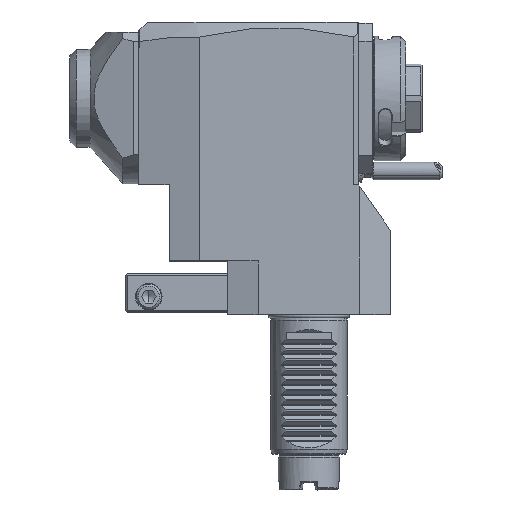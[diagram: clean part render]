
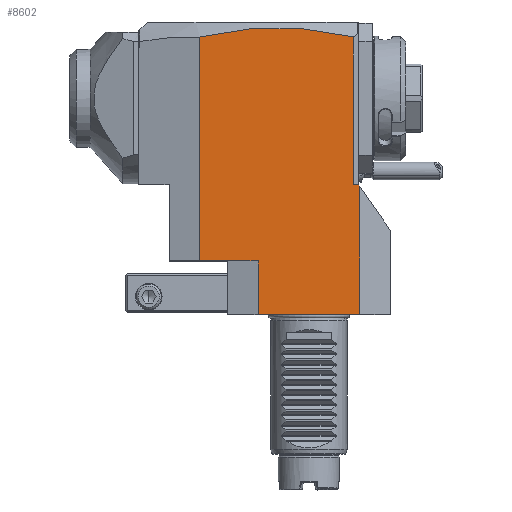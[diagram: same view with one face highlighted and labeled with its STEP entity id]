
A CAD part, top view. The second image highlights one B-rep face of the part: STEP entity #8602.
In plain terms, the highlighted planar face has unit normal (0, 0, 1).
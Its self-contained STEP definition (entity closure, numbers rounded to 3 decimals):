
#21=DIRECTION('',(0.,-1.,0.));
#22=VECTOR('',#21,88.092);
#23=CARTESIAN_POINT('',(-20.,58.092,32.));
#24=LINE('',#23,#22);
#39=CARTESIAN_POINT('',(40.5,58.133,32.));
#40=CARTESIAN_POINT('',(35.458,59.345,32.));
#41=CARTESIAN_POINT('',(25.373,61.145,32.));
#42=CARTESIAN_POINT('',(10.247,62.032,32.));
#43=CARTESIAN_POINT('',(-4.877,61.124,32.));
#44=CARTESIAN_POINT('',(-14.959,59.311,32.));
#45=CARTESIAN_POINT('',(-20.,58.092,32.));
#47=DIRECTION('',(-0.574,0.819,0.));
#48=VECTOR('',#47,0.872);
#49=CARTESIAN_POINT('',(43.,-0.714,32.));
#50=LINE('',#49,#48);
#51=DIRECTION('',(0.,1.,0.));
#52=VECTOR('',#51,50.286);
#53=CARTESIAN_POINT('',(43.,-51.,32.));
#54=LINE('',#53,#52);
#127=DIRECTION('',(1.,0.,0.));
#128=VECTOR('',#127,23.);
#129=CARTESIAN_POINT('',(-20.,-30.,32.));
#130=LINE('',#129,#128);
#901=DIRECTION('',(0.,1.,0.));
#902=VECTOR('',#901,58.133);
#903=CARTESIAN_POINT('',(40.5,0.,32.));
#904=LINE('',#903,#902);
#914=DIRECTION('',(-1.,0.,0.));
#915=VECTOR('',#914,2.);
#916=CARTESIAN_POINT('',(42.5,0.,32.));
#917=LINE('',#916,#915);
#3371=DIRECTION('',(0.,-1.,0.));
#3372=VECTOR('',#3371,21.);
#3373=CARTESIAN_POINT('',(3.,-30.,32.));
#3374=LINE('',#3373,#3372);
#3379=DIRECTION('',(-1.,0.,0.));
#3380=VECTOR('',#3379,40.);
#3381=CARTESIAN_POINT('',(43.,-51.,32.));
#3382=LINE('',#3381,#3380);
#7455=VERTEX_POINT('',#39);
#7456=VERTEX_POINT('',#45);
#8297=CARTESIAN_POINT('',(43.,-51.,32.));
#8298=CARTESIAN_POINT('',(3.,-51.,32.));
#8299=VERTEX_POINT('',#8297);
#8300=VERTEX_POINT('',#8298);
#8349=CARTESIAN_POINT('',(-20.,-30.,32.));
#8351=VERTEX_POINT('',#8349);
#8357=CARTESIAN_POINT('',(43.,-0.714,32.));
#8358=CARTESIAN_POINT('',(42.5,0.,32.));
#8359=VERTEX_POINT('',#8357);
#8360=VERTEX_POINT('',#8358);
#8489=CARTESIAN_POINT('',(40.5,0.,32.));
#8490=VERTEX_POINT('',#8489);
#8519=CARTESIAN_POINT('',(3.,-30.,32.));
#8520=VERTEX_POINT('',#8519);
#8578=CARTESIAN_POINT('',(-44.,0.,32.));
#8579=DIRECTION('',(0.,0.,1.));
#8580=DIRECTION('',(1.,0.,0.));
#8581=AXIS2_PLACEMENT_3D('',#8578,#8579,#8580);
#8582=PLANE('',#8581);
#8584=ORIENTED_EDGE('',*,*,#8583,.F.);
#8586=ORIENTED_EDGE('',*,*,#8585,.T.);
#8588=ORIENTED_EDGE('',*,*,#8587,.F.);
#8590=ORIENTED_EDGE('',*,*,#8589,.F.);
#8591=ORIENTED_EDGE('',*,*,#8561,.F.);
#8593=ORIENTED_EDGE('',*,*,#8592,.F.);
#8595=ORIENTED_EDGE('',*,*,#8594,.F.);
#8597=ORIENTED_EDGE('',*,*,#8596,.F.);
#8599=ORIENTED_EDGE('',*,*,#8598,.F.);
#8600=EDGE_LOOP('',(#8584,#8586,#8588,#8590,#8591,#8593,#8595,#8597,#8599));
#8601=FACE_OUTER_BOUND('',#8600,.F.);
#46=B_SPLINE_CURVE_WITH_KNOTS('',3,(#39,#40,#41,#42,#43,#44,#45),.UNSPECIFIED.,
.F.,.F.,(4,1,1,1,4),(0.,0.25,0.5,0.75,1.),.UNSPECIFIED.);
#8561=EDGE_CURVE('',#7456,#8351,#24,.T.);
#8583=EDGE_CURVE('',#8299,#8359,#54,.T.);
#8585=EDGE_CURVE('',#8299,#8300,#3382,.T.);
#8587=EDGE_CURVE('',#8520,#8300,#3374,.T.);
#8589=EDGE_CURVE('',#8351,#8520,#130,.T.);
#8592=EDGE_CURVE('',#7455,#7456,#46,.T.);
#8594=EDGE_CURVE('',#8490,#7455,#904,.T.);
#8596=EDGE_CURVE('',#8360,#8490,#917,.T.);
#8598=EDGE_CURVE('',#8359,#8360,#50,.T.);
#8602=ADVANCED_FACE('',(#8601),#8582,.T.);
